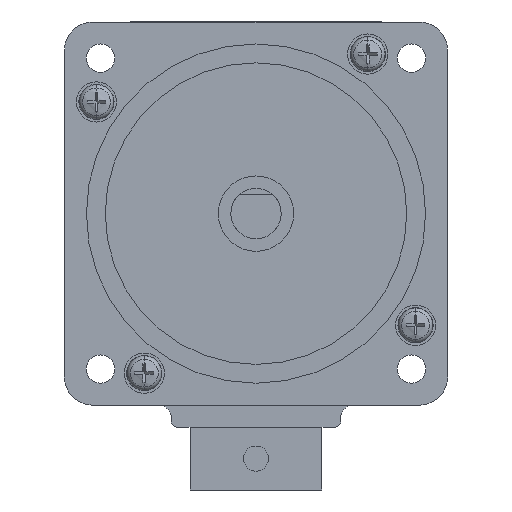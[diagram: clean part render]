
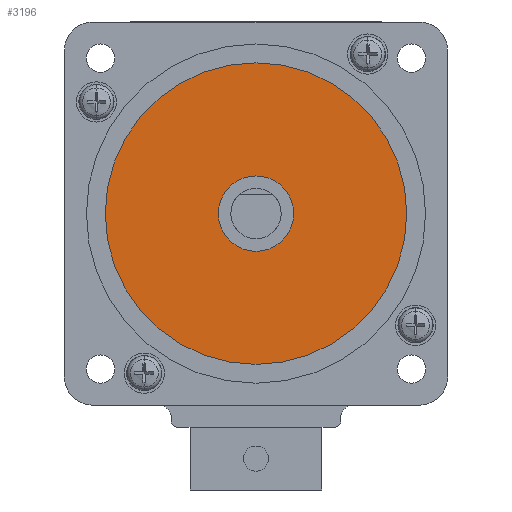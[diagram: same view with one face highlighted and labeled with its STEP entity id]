
A CAD part, left-side view. The second image highlights one B-rep face of the part: STEP entity #3196.
In plain terms, the highlighted planar face has unit normal (-1, 0, 0).
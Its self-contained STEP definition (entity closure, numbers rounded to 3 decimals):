
#3176=CARTESIAN_POINT('POINT946',(0.,0.,
   24.));
#3177=VERTEX_POINT('VERTEX946',#3176);
#3178=CARTESIAN_POINT('POINT947',(0.,
   0.,-24.));
#3179=VERTEX_POINT('VERTEX947',#3178);
#3180=CARTESIAN_POINT('POS1475',(0.,0.,0.));
#3181=DIRECTION('DIR2207',(1.,0.,0.));
#3182=DIRECTION('DIR2208',(0.,0.,1.));
#3183=AXIS2_PLACEMENT_3D('AXIS733',#3180,#3181,#3182);
#3184=CIRCLE('ELLIPSE312',#3183,24.);
#3185=EDGE_CURVE('EDGE1505',#3177,#3179,#3184,.T.);
#3186=ORIENTED_EDGE('COEDGE2969',*,*,#3185,.F.);
#3187=EDGE_CURVE('EDGE1506',#3179,#3177,#3184,.T.);
#3188=ORIENTED_EDGE('COEDGE2970',*,*,#3187,.F.);
#3189=EDGE_LOOP('NONE',(#3186,#3188));
#3190=FACE_BOUND('LOOP1',#3189,.T.);
#3191=CARTESIAN_POINT('POS1476',(0.,0.,
   12.));
#3192=DIRECTION('DIR2209',(1.,0.,0.));
#3193=DIRECTION('DIR2210',(0.,1.,0.));
#3194=AXIS2_PLACEMENT_3D('AXIS734',#3191,#3192,#3193);
#3195=PLANE('PLANE295',#3194);
#3196=ADVANCED_FACE('FACE630',(#3190),#3195,.F.);
